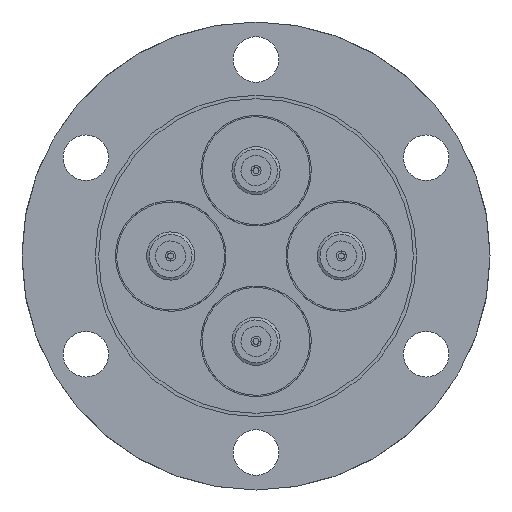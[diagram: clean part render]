
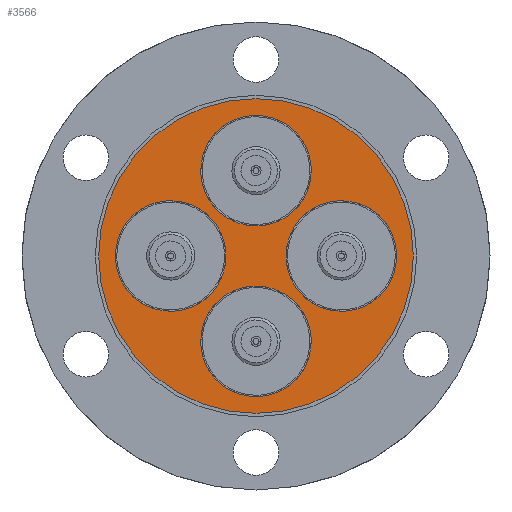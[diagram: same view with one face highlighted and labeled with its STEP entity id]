
A CAD part, front view. The second image highlights one B-rep face of the part: STEP entity #3566.
In plain terms, the highlighted face is planar.
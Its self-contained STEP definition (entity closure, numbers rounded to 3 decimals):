
#5 = CARTESIAN_POINT ( 'NONE',  ( -12.75, 4.5, -8.25 ) ) ;
#14 = ORIENTED_EDGE ( 'NONE', *, *, #1947, .F. ) ;
#76 = EDGE_CURVE ( 'NONE', #1822, #1618, #1569, .T. ) ;
#91 = CARTESIAN_POINT ( 'NONE',  ( 0., 4.5, 12.75 ) ) ;
#105 = CIRCLE ( 'NONE', #3475, 23.5 ) ;
#108 = DIRECTION ( 'NONE',  ( 0., 1., 0. ) ) ;
#113 = ORIENTED_EDGE ( 'NONE', *, *, #1431, .T. ) ;
#130 = DIRECTION ( 'NONE',  ( 0., 1., 0. ) ) ;
#134 = CARTESIAN_POINT ( 'NONE',  ( 12.75, 4.5, 0. ) ) ;
#174 = VERTEX_POINT ( 'NONE', #1288 ) ;
#183 = AXIS2_PLACEMENT_3D ( 'NONE', #726, #130, #2206 ) ;
#280 = CIRCLE ( 'NONE', #1710, 8.25 ) ;
#326 = ORIENTED_EDGE ( 'NONE', *, *, #1426, .F. ) ;
#330 = CARTESIAN_POINT ( 'NONE',  ( -12.75, 4.5, 0. ) ) ;
#351 = ORIENTED_EDGE ( 'NONE', *, *, #3712, .F. ) ;
#355 = EDGE_LOOP ( 'NONE', ( #3158, #3067 ) ) ;
#356 = FACE_BOUND ( 'NONE', #2762, .T. ) ;
#400 = DIRECTION ( 'NONE',  ( 0., 0., 1. ) ) ;
#448 = CIRCLE ( 'NONE', #1226, 8.25 ) ;
#452 = DIRECTION ( 'NONE',  ( 0., 0., 1. ) ) ;
#584 = VERTEX_POINT ( 'NONE', #594 ) ;
#591 = CARTESIAN_POINT ( 'NONE',  ( 12.75, 4.5, 0. ) ) ;
#594 = CARTESIAN_POINT ( 'NONE',  ( 12.75, 4.5, 8.25 ) ) ;
#618 = EDGE_CURVE ( 'NONE', #3430, #2759, #2733, .T. ) ;
#636 = DIRECTION ( 'NONE',  ( 0., 0., 1. ) ) ;
#726 = CARTESIAN_POINT ( 'NONE',  ( 0., 4.5, 0. ) ) ;
#768 = CARTESIAN_POINT ( 'NONE',  ( -12.75, 4.5, 8.25 ) ) ;
#779 = EDGE_CURVE ( 'NONE', #1618, #1822, #2154, .T. ) ;
#839 = CARTESIAN_POINT ( 'NONE',  ( 0., 4.5, 4.5 ) ) ;
#888 = AXIS2_PLACEMENT_3D ( 'NONE', #3359, #1581, #3660 ) ;
#890 = DIRECTION ( 'NONE',  ( 0., 0., 1. ) ) ;
#1028 = CARTESIAN_POINT ( 'NONE',  ( 0., 4.5, -21. ) ) ;
#1039 = DIRECTION ( 'NONE',  ( 0., 1., 0. ) ) ;
#1121 = AXIS2_PLACEMENT_3D ( 'NONE', #2927, #1156, #3226 ) ;
#1143 = CARTESIAN_POINT ( 'NONE',  ( 0., 4.5, 21. ) ) ;
#1156 = DIRECTION ( 'NONE',  ( 0., 1., 0. ) ) ;
#1226 = AXIS2_PLACEMENT_3D ( 'NONE', #134, #2212, #452 ) ;
#1288 = CARTESIAN_POINT ( 'NONE',  ( 12.75, 4.5, -8.25 ) ) ;
#1322 = PLANE ( 'NONE',  #183 ) ;
#1356 = CARTESIAN_POINT ( 'NONE',  ( 0., 4.5, 12.75 ) ) ;
#1380 = EDGE_CURVE ( 'NONE', #2777, #2044, #105, .T. ) ;
#1407 = AXIS2_PLACEMENT_3D ( 'NONE', #2822, #1039, #3113 ) ;
#1426 = EDGE_CURVE ( 'NONE', #174, #584, #448, .T. ) ;
#1431 = EDGE_CURVE ( 'NONE', #2044, #2777, #3522, .T. ) ;
#1569 = CIRCLE ( 'NONE', #2100, 8.25 ) ;
#1581 = DIRECTION ( 'NONE',  ( 0., 1., 0. ) ) ;
#1618 = VERTEX_POINT ( 'NONE', #1143 ) ;
#1651 = DIRECTION ( 'NONE',  ( 0., 0., 1. ) ) ;
#1658 = CARTESIAN_POINT ( 'NONE',  ( -12.75, 4.5, 0. ) ) ;
#1710 = AXIS2_PLACEMENT_3D ( 'NONE', #1658, #3732, #1949 ) ;
#1739 = CARTESIAN_POINT ( 'NONE',  ( 0., 4.5, -4.5 ) ) ;
#1822 = VERTEX_POINT ( 'NONE', #839 ) ;
#1834 = FACE_OUTER_BOUND ( 'NONE', #2296, .T. ) ;
#1891 = CARTESIAN_POINT ( 'NONE',  ( 0., 4.5, 0. ) ) ;
#1917 = CIRCLE ( 'NONE', #1121, 8.25 ) ;
#1947 = EDGE_CURVE ( 'NONE', #584, #174, #2345, .T. ) ;
#1949 = DIRECTION ( 'NONE',  ( 0., 0., 1. ) ) ;
#2013 = VERTEX_POINT ( 'NONE', #5 ) ;
#2044 = VERTEX_POINT ( 'NONE', #2965 ) ;
#2100 = AXIS2_PLACEMENT_3D ( 'NONE', #1356, #3428, #1651 ) ;
#2122 = FACE_BOUND ( 'NONE', #2424, .T. ) ;
#2147 = ORIENTED_EDGE ( 'NONE', *, *, #3478, .F. ) ;
#2154 = CIRCLE ( 'NONE', #3666, 8.25 ) ;
#2168 = DIRECTION ( 'NONE',  ( 0., 1., 0. ) ) ;
#2182 = DIRECTION ( 'NONE',  ( 0., 0., 1. ) ) ;
#2189 = ORIENTED_EDGE ( 'NONE', *, *, #2823, .F. ) ;
#2206 = DIRECTION ( 'NONE',  ( 0., 0., 1. ) ) ;
#2212 = DIRECTION ( 'NONE',  ( 0., 1., 0. ) ) ;
#2227 = VERTEX_POINT ( 'NONE', #768 ) ;
#2296 = EDGE_LOOP ( 'NONE', ( #3399, #113 ) ) ;
#2345 = CIRCLE ( 'NONE', #3369, 8.25 ) ;
#2422 = DIRECTION ( 'NONE',  ( 0., 1., 0. ) ) ;
#2424 = EDGE_LOOP ( 'NONE', ( #3112, #351 ) ) ;
#2505 = CARTESIAN_POINT ( 'NONE',  ( 0., 4.5, 23.5 ) ) ;
#2631 = FACE_BOUND ( 'NONE', #355, .T. ) ;
#2665 = DIRECTION ( 'NONE',  ( 0., 1., 0. ) ) ;
#2668 = AXIS2_PLACEMENT_3D ( 'NONE', #330, #2422, #636 ) ;
#2731 = FACE_BOUND ( 'NONE', #2966, .T. ) ;
#2733 = CIRCLE ( 'NONE', #888, 8.25 ) ;
#2759 = VERTEX_POINT ( 'NONE', #1028 ) ;
#2762 = EDGE_LOOP ( 'NONE', ( #2189, #2147 ) ) ;
#2777 = VERTEX_POINT ( 'NONE', #2505 ) ;
#2822 = CARTESIAN_POINT ( 'NONE',  ( 0., 4.5, 0. ) ) ;
#2823 = EDGE_CURVE ( 'NONE', #2227, #2013, #280, .T. ) ;
#2913 = CIRCLE ( 'NONE', #2668, 8.25 ) ;
#2927 = CARTESIAN_POINT ( 'NONE',  ( 0., 4.5, -12.75 ) ) ;
#2965 = CARTESIAN_POINT ( 'NONE',  ( 0., 4.5, -23.5 ) ) ;
#2966 = EDGE_LOOP ( 'NONE', ( #14, #326 ) ) ;
#3067 = ORIENTED_EDGE ( 'NONE', *, *, #76, .F. ) ;
#3112 = ORIENTED_EDGE ( 'NONE', *, *, #618, .F. ) ;
#3113 = DIRECTION ( 'NONE',  ( 0., 0., 1. ) ) ;
#3158 = ORIENTED_EDGE ( 'NONE', *, *, #779, .F. ) ;
#3226 = DIRECTION ( 'NONE',  ( 0., 0., 1. ) ) ;
#3359 = CARTESIAN_POINT ( 'NONE',  ( 0., 4.5, -12.75 ) ) ;
#3369 = AXIS2_PLACEMENT_3D ( 'NONE', #591, #2665, #890 ) ;
#3399 = ORIENTED_EDGE ( 'NONE', *, *, #1380, .T. ) ;
#3428 = DIRECTION ( 'NONE',  ( 0., 1., 0. ) ) ;
#3430 = VERTEX_POINT ( 'NONE', #1739 ) ;
#3475 = AXIS2_PLACEMENT_3D ( 'NONE', #1891, #108, #2182 ) ;
#3478 = EDGE_CURVE ( 'NONE', #2013, #2227, #2913, .T. ) ;
#3522 = CIRCLE ( 'NONE', #1407, 23.5 ) ;
#3566 = ADVANCED_FACE ( 'NONE', ( #356, #2631, #2731, #2122, #1834 ), #1322, .T. ) ;
#3660 = DIRECTION ( 'NONE',  ( 0., 0., 1. ) ) ;
#3666 = AXIS2_PLACEMENT_3D ( 'NONE', #91, #2168, #400 ) ;
#3712 = EDGE_CURVE ( 'NONE', #2759, #3430, #1917, .T. ) ;
#3732 = DIRECTION ( 'NONE',  ( 0., 1., 0. ) ) ;
